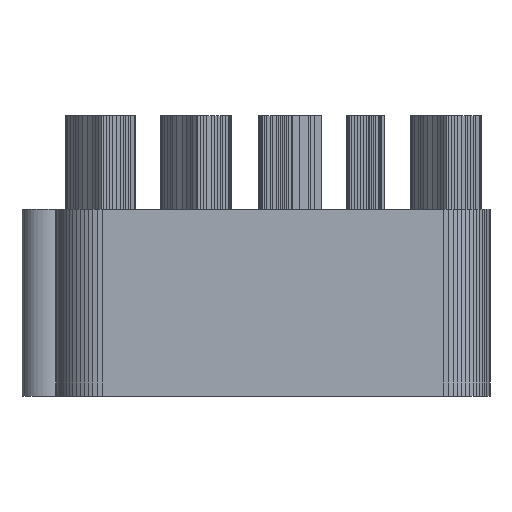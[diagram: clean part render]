
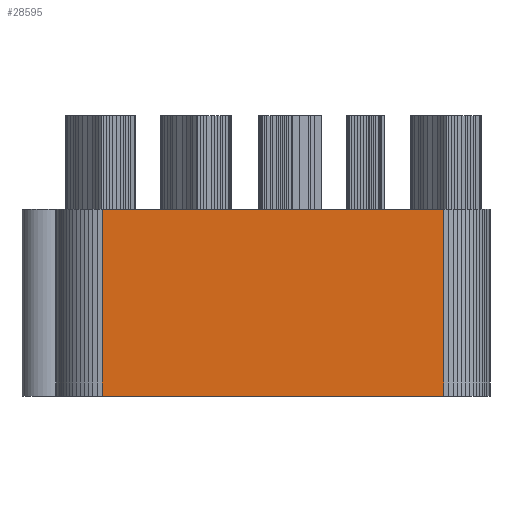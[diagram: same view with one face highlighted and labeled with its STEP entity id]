
A CAD part, front view. The second image highlights one B-rep face of the part: STEP entity #28595.
In plain terms, the highlighted planar face has unit normal (0, -1, 0).
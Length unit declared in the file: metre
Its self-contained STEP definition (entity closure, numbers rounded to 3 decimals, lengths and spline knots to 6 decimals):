
#359=ORIENTED_EDGE('',*,*,#8730,.T.);
#360=ORIENTED_EDGE('',*,*,#8731,.F.);
#361=ORIENTED_EDGE('',*,*,#8732,.F.);
#362=ORIENTED_EDGE('',*,*,#8728,.T.);
#8728=EDGE_CURVE('',#12940,#12939,#15836,.T.);
#8730=EDGE_CURVE('',#12939,#12941,#15838,.T.);
#8731=EDGE_CURVE('',#12942,#12941,#15839,.T.);
#8732=EDGE_CURVE('',#12940,#12942,#15840,.T.);
#12939=VERTEX_POINT('',#39022);
#12940=VERTEX_POINT('',#39024);
#12941=VERTEX_POINT('',#39028);
#12942=VERTEX_POINT('',#39030);
#15836=LINE('',#39023,#20094);
#15838=LINE('',#39027,#20096);
#15839=LINE('',#39029,#20097);
#15840=LINE('',#39031,#20098);
#20094=VECTOR('',#31807,1.);
#20096=VECTOR('',#31811,1.);
#20097=VECTOR('',#31812,1.);
#20098=VECTOR('',#31813,1.);
#24244=EDGE_LOOP('',(#359,#360,#361,#362));
#25702=FACE_BOUND('',#24244,.T.);
#27160=PLANE('',#30131);
#28595=ADVANCED_FACE('',(#25702),#27160,.F.);
#30131=AXIS2_PLACEMENT_3D('',#39026,#31809,#31810);
#31807=DIRECTION('',(0.,0.,-1.));
#31809=DIRECTION('',(0.,1.,0.));
#31810=DIRECTION('',(0.,0.,1.));
#31811=DIRECTION('',(1.,0.,0.));
#31812=DIRECTION('',(0.,0.,-1.));
#31813=DIRECTION('',(1.,0.,0.));
#39022=CARTESIAN_POINT('',(-0.094482,-0.01296,0.));
#39023=CARTESIAN_POINT('',(-0.094482,-0.01296,0.03));
#39024=CARTESIAN_POINT('',(-0.094482,-0.01296,0.03));
#39026=CARTESIAN_POINT('',(-0.067061,-0.01296,0.03));
#39027=CARTESIAN_POINT('',(-0.067061,-0.01296,0.));
#39028=CARTESIAN_POINT('',(-0.03964,-0.01296,0.));
#39029=CARTESIAN_POINT('',(-0.03964,-0.01296,0.03));
#39030=CARTESIAN_POINT('',(-0.03964,-0.01296,0.03));
#39031=CARTESIAN_POINT('',(-0.067061,-0.01296,0.03));
